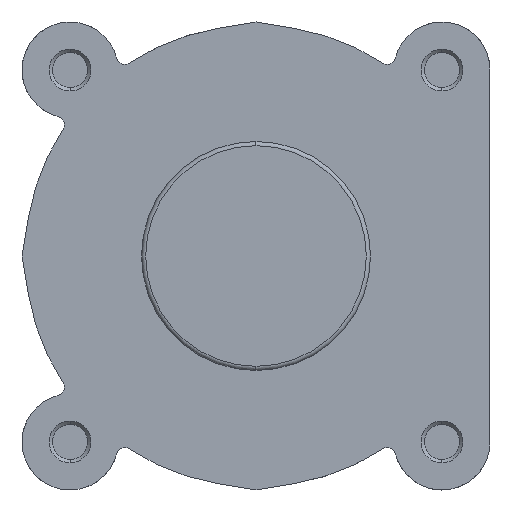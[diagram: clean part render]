
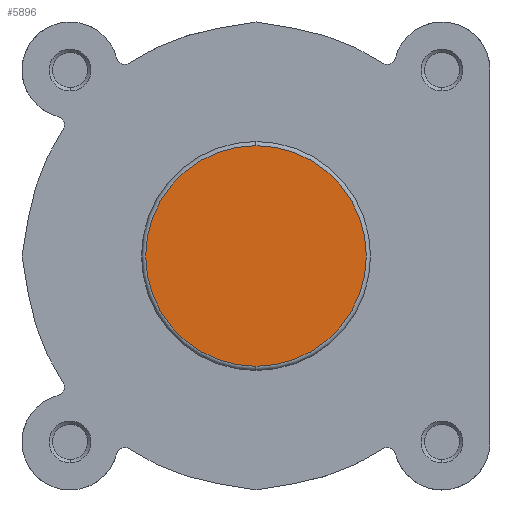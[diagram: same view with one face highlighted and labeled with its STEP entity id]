
A CAD part, left-side view. The second image highlights one B-rep face of the part: STEP entity #5896.
In plain terms, the highlighted planar face has unit normal (-1, 0, 0).
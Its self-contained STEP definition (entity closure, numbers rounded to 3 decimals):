
#76 = EDGE_CURVE ( 'NONE', #6082, #6077, #4259, .T. ) ;
#171 = EDGE_CURVE ( 'NONE', #6077, #6082, #4387, .T. ) ;
#678 = AXIS2_PLACEMENT_3D ( 'NONE', #6711, #6718, #6719 ) ;
#967 = AXIS2_PLACEMENT_3D ( 'NONE', #3022, #3046, #3047 ) ;
#1838 = FACE_OUTER_BOUND ( 'NONE', #4907, .T. ) ;
#3022 = CARTESIAN_POINT ( 'NONE',  ( 0., 27.4, 0. ) ) ;
#3039 = PLANE ( 'NONE',  #967 ) ;
#3046 = DIRECTION ( 'NONE',  ( 1., 0., 0. ) ) ;
#3047 = DIRECTION ( 'NONE',  ( 0., 0., -1. ) ) ;
#4259 = CIRCLE ( 'NONE', #7300, 26.4 ) ;
#4387 = CIRCLE ( 'NONE', #678, 26.4 ) ;
#4516 = ORIENTED_EDGE ( 'NONE', *, *, #76, .T. ) ;
#4518 = ORIENTED_EDGE ( 'NONE', *, *, #171, .T. ) ;
#4907 = EDGE_LOOP ( 'NONE', ( #4518, #4516 ) ) ;
#5286 = CARTESIAN_POINT ( 'NONE',  ( 0., 0., -26.4 ) ) ;
#5291 = CARTESIAN_POINT ( 'NONE',  ( 0., 0., 26.4 ) ) ;
#5896 = ADVANCED_FACE ( 'NONE', ( #1838 ), #3039, .F. ) ;
#6077 = VERTEX_POINT ( 'NONE', #5286 ) ;
#6082 = VERTEX_POINT ( 'NONE', #5291 ) ;
#6456 = CARTESIAN_POINT ( 'NONE',  ( 0., 0., 0. ) ) ;
#6468 = DIRECTION ( 'NONE',  ( -1., 0., 0. ) ) ;
#6469 = DIRECTION ( 'NONE',  ( 0., 0., -1. ) ) ;
#6711 = CARTESIAN_POINT ( 'NONE',  ( 0., 0., 0. ) ) ;
#6718 = DIRECTION ( 'NONE',  ( -1., 0., 0. ) ) ;
#6719 = DIRECTION ( 'NONE',  ( 0., 0., -1. ) ) ;
#7300 = AXIS2_PLACEMENT_3D ( 'NONE', #6456, #6468, #6469 ) ;
